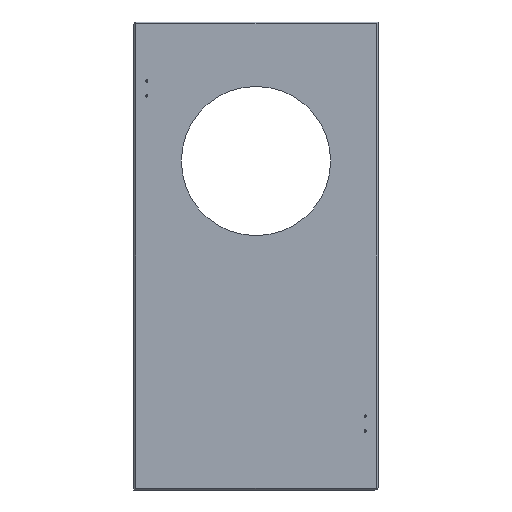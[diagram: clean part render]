
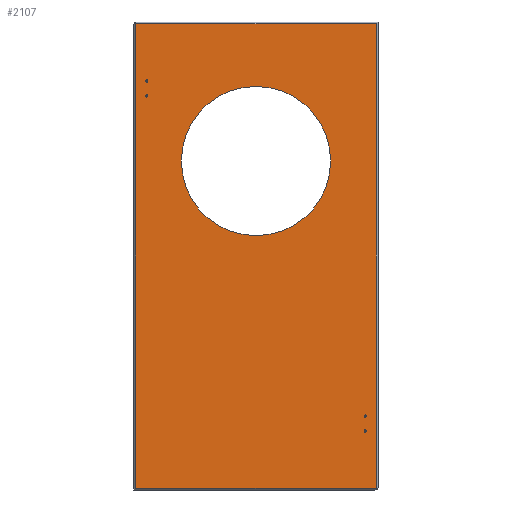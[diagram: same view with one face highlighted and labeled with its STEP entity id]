
A CAD part, front view. The second image highlights one B-rep face of the part: STEP entity #2107.
In plain terms, the highlighted planar face has unit normal (0, -1, 0).
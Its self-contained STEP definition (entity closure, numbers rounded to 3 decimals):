
#68=FACE_BOUND('',#423,.T.);
#69=FACE_BOUND('',#424,.T.);
#70=FACE_BOUND('',#425,.T.);
#71=FACE_BOUND('',#426,.T.);
#72=FACE_BOUND('',#427,.T.);
#94=PLANE('',#2361);
#246=FACE_OUTER_BOUND('',#422,.T.);
#422=EDGE_LOOP('',(#1836,#1837,#1838,#1839));
#423=EDGE_LOOP('',(#1840));
#424=EDGE_LOOP('',(#1841));
#425=EDGE_LOOP('',(#1842));
#426=EDGE_LOOP('',(#1843));
#427=EDGE_LOOP('',(#1844));
#586=LINE('',#3561,#751);
#589=LINE('',#3569,#754);
#591=LINE('',#3573,#756);
#594=LINE('',#3580,#759);
#751=VECTOR('',#2922,10.);
#754=VECTOR('',#2933,10.);
#756=VECTOR('',#2937,10.);
#759=VECTOR('',#2944,10.);
#856=CIRCLE('',#2292,1.621);
#859=CIRCLE('',#2297,1.621);
#866=CIRCLE('',#2307,1.621);
#869=CIRCLE('',#2312,1.621);
#891=CIRCLE('',#2362,110.);
#1006=VERTEX_POINT('',#3366);
#1009=VERTEX_POINT('',#3376);
#1020=VERTEX_POINT('',#3403);
#1023=VERTEX_POINT('',#3413);
#1075=VERTEX_POINT('',#3558);
#1076=VERTEX_POINT('',#3560);
#1077=VERTEX_POINT('',#3568);
#1078=VERTEX_POINT('',#3572);
#1081=VERTEX_POINT('',#3581);
#1242=EDGE_CURVE('',#1006,#1006,#856,.T.);
#1247=EDGE_CURVE('',#1009,#1009,#859,.T.);
#1260=EDGE_CURVE('',#1020,#1020,#866,.T.);
#1265=EDGE_CURVE('',#1023,#1023,#869,.T.);
#1338=EDGE_CURVE('',#1075,#1076,#586,.T.);
#1342=EDGE_CURVE('',#1076,#1077,#589,.T.);
#1344=EDGE_CURVE('',#1077,#1078,#591,.T.);
#1348=EDGE_CURVE('',#1078,#1075,#594,.T.);
#1349=EDGE_CURVE('',#1081,#1081,#891,.T.);
#1836=ORIENTED_EDGE('',*,*,#1338,.F.);
#1837=ORIENTED_EDGE('',*,*,#1348,.F.);
#1838=ORIENTED_EDGE('',*,*,#1344,.F.);
#1839=ORIENTED_EDGE('',*,*,#1342,.F.);
#1840=ORIENTED_EDGE('',*,*,#1260,.T.);
#1841=ORIENTED_EDGE('',*,*,#1265,.T.);
#1842=ORIENTED_EDGE('',*,*,#1242,.T.);
#1843=ORIENTED_EDGE('',*,*,#1247,.T.);
#1844=ORIENTED_EDGE('',*,*,#1349,.T.);
#2107=ADVANCED_FACE('',(#246,#68,#69,#70,#71,#72),#94,.F.);
#2292=AXIS2_PLACEMENT_3D('',#3368,#2736,#2737);
#2297=AXIS2_PLACEMENT_3D('',#3378,#2748,#2749);
#2307=AXIS2_PLACEMENT_3D('',#3405,#2774,#2775);
#2312=AXIS2_PLACEMENT_3D('',#3415,#2786,#2787);
#2361=AXIS2_PLACEMENT_3D('',#3579,#2942,#2943);
#2362=AXIS2_PLACEMENT_3D('',#3582,#2945,#2946);
#2736=DIRECTION('center_axis',(0.,1.,0.));
#2737=DIRECTION('ref_axis',(1.,0.,0.));
#2748=DIRECTION('center_axis',(0.,1.,0.));
#2749=DIRECTION('ref_axis',(1.,0.,0.));
#2774=DIRECTION('center_axis',(0.,1.,0.));
#2775=DIRECTION('ref_axis',(1.,0.,0.));
#2786=DIRECTION('center_axis',(0.,1.,0.));
#2787=DIRECTION('ref_axis',(1.,0.,0.));
#2922=DIRECTION('',(0.,0.,1.));
#2933=DIRECTION('',(1.,0.,0.));
#2937=DIRECTION('',(0.,0.,-1.));
#2942=DIRECTION('center_axis',(0.,1.,0.));
#2943=DIRECTION('ref_axis',(0.,0.,1.));
#2944=DIRECTION('',(-1.,0.,0.));
#2945=DIRECTION('center_axis',(0.,1.,0.));
#2946=DIRECTION('ref_axis',(1.,0.,0.));
#3366=CARTESIAN_POINT('',(-162.621,0.,236.));
#3368=CARTESIAN_POINT('Origin',(-161.,0.,236.));
#3376=CARTESIAN_POINT('',(-162.621,0.,258.));
#3378=CARTESIAN_POINT('Origin',(-161.,0.,258.));
#3403=CARTESIAN_POINT('',(159.379,0.,-258.));
#3405=CARTESIAN_POINT('Origin',(161.,0.,-258.));
#3413=CARTESIAN_POINT('',(159.379,0.,-236.));
#3415=CARTESIAN_POINT('Origin',(161.,0.,-236.));
#3558=CARTESIAN_POINT('',(-177.5,0.,-342.5));
#3560=CARTESIAN_POINT('',(-177.5,0.,342.5));
#3561=CARTESIAN_POINT('',(-177.5,0.,-172.5));
#3568=CARTESIAN_POINT('',(177.5,0.,342.5));
#3569=CARTESIAN_POINT('',(-90.,0.,342.5));
#3572=CARTESIAN_POINT('',(177.5,0.,-342.5));
#3573=CARTESIAN_POINT('',(177.5,0.,172.5));
#3579=CARTESIAN_POINT('Origin',(0.,0.,0.));
#3580=CARTESIAN_POINT('',(90.,0.,-342.5));
#3581=CARTESIAN_POINT('',(-110.,0.,140.));
#3582=CARTESIAN_POINT('Origin',(0.,0.,140.));
